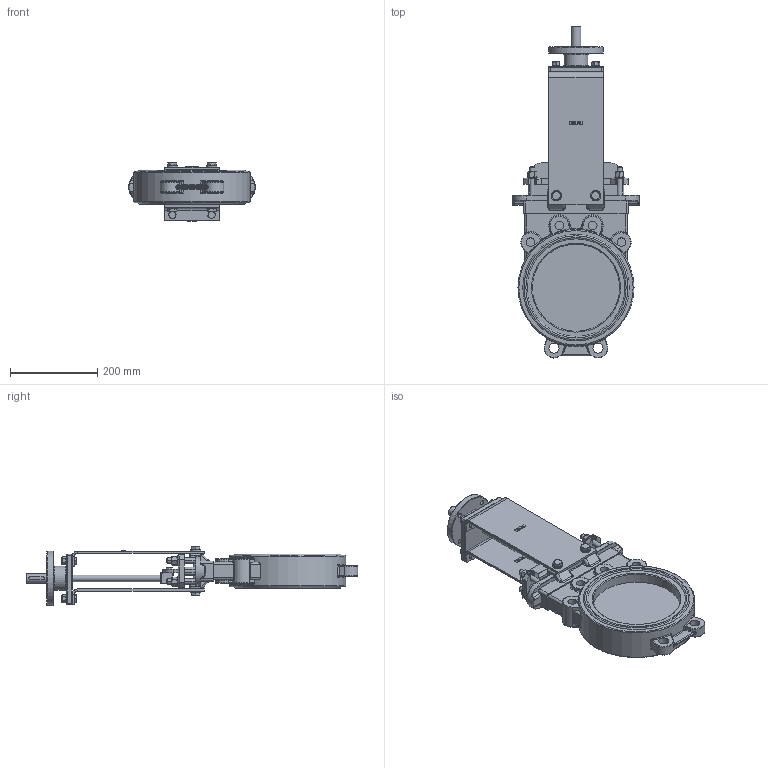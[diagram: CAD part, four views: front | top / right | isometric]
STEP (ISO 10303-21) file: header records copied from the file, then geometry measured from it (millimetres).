
FILE_DESCRIPTION(/* description */ (''),/* implementation_level */ '2;1');
FILE_NAME(/* name */ 'DN200_3D_STEP.stp',/* time_stamp */ '2025-09-04T01:30:14+03:00',/* author */ ('igorr'),/* organization */ (''),/* preprocessor_version */ 'ST-DEVELOPER v20',/* originating_system */ 'Autodesk Inventor 2025',/* authorisation */ '');
FILE_SCHEMA (('AUTOMOTIVE_DESIGN { 1 0 10303 214 3 1 1 }'));
Length unit declared in the file: millimetre
Products named in the file (11): Сборка1; Деталь1; AS 1110 - M8 x 12; Деталь2; Деталь3; DIN 126 - 11; AS 1110 - M10 x 30; ANSI B18.2.4.2M - M10x1,5; AS 1111 - M12 x 45; DIN 126 - 13,5; ANSI B18.2.4.2M - M12x1,75
Assembly tree (34 placements, depth 2):
  Сборка1
    Деталь1
    AS 1110 - M8 x 12  x2
    Деталь2  x2
    Деталь3
    DIN 126 - 11  x4
    AS 1110 - M10 x 30  x4
    ANSI B18.2.4.2M - M10x1,5  x4
    DIN 126 - 13,5  x8
    AS 1111 - M12 x 45  x4
    ANSI B18.2.4.2M - M12x1,75  x4
Bounding box: 290.42 x 761.1 x 135.45 mm (x, y, z)
Volume: 5165171.2 mm3; surface area: 679868.9 mm2
Topology: 34 solids, 34 shells, 1308 faces, 3036 edges, 1810 vertices
Faces by surface type: plane 531, cylinder 330, cone 192, torus 125, bspline 101, sphere 29
Full cylindrical faces by diameter (mm): 8 x4, 8.376 x4, 10 x10, 10.106 x4, 11 x4, 12 x12, 13 x2, 13.5 x8, 15 x1, 16 x4, 18 x4, 20 x12, 22 x1, 23 x2, 24 x8, 28 x1, 29 x1, 50 x1, 51 x1, 55 x1, 75 x1, 125 x1, 200 x2, 266 x1
Entity records: 29086 total; most frequent: CARTESIAN_POINT 7702, DIRECTION 4398, ORIENTED_EDGE 4150, EDGE_CURVE 2075, AXIS2_PLACEMENT_3D 1736, VERTEX_POINT 1242, EDGE_LOOP 957, LINE 926
